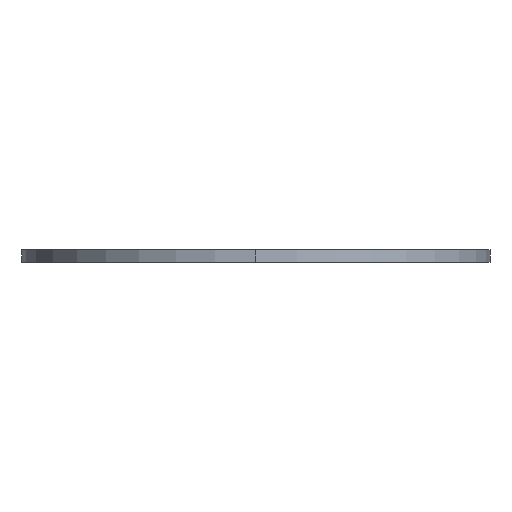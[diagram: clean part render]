
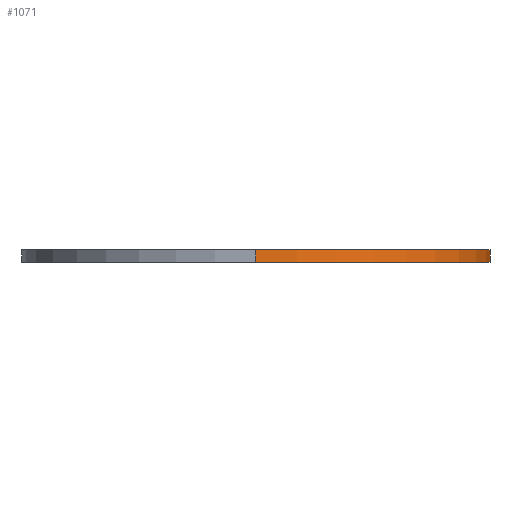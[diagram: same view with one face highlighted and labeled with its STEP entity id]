
A CAD part, left-side view. The second image highlights one B-rep face of the part: STEP entity #1071.
In plain terms, the highlighted cylindrical face has radius 57.75 mm (diameter 115.5 mm), a partial arc.
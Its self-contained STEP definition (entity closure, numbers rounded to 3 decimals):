
#29 = DIRECTION ( 'NONE',  ( 0., 0., -1. ) ) ;
#121 = VERTEX_POINT ( 'NONE', #366 ) ;
#166 = CIRCLE ( 'NONE', #1379, 57.75 ) ;
#189 = AXIS2_PLACEMENT_3D ( 'NONE', #1133, #1358, #1248 ) ;
#201 = DIRECTION ( 'NONE',  ( 1., 0., 0. ) ) ;
#229 = ORIENTED_EDGE ( 'NONE', *, *, #1016, .F. ) ;
#304 = ORIENTED_EDGE ( 'NONE', *, *, #1302, .T. ) ;
#366 = CARTESIAN_POINT ( 'NONE',  ( 0., -57.75, 0. ) ) ;
#383 = DIRECTION ( 'NONE',  ( 0., 0., -1. ) ) ;
#405 = VERTEX_POINT ( 'NONE', #1380 ) ;
#407 = DIRECTION ( 'NONE',  ( 0., 0., 1. ) ) ;
#428 = ORIENTED_EDGE ( 'NONE', *, *, #1047, .T. ) ;
#454 = CIRCLE ( 'NONE', #1076, 57.75 ) ;
#474 = ORIENTED_EDGE ( 'NONE', *, *, #1112, .F. ) ;
#513 = FACE_OUTER_BOUND ( 'NONE', #610, .T. ) ;
#600 = CARTESIAN_POINT ( 'NONE',  ( -57.75, 0., 3. ) ) ;
#610 = EDGE_LOOP ( 'NONE', ( #229, #428, #304, #474 ) ) ;
#636 = VECTOR ( 'NONE', #383, 1000. ) ;
#684 = DIRECTION ( 'NONE',  ( 0., 0., 1. ) ) ;
#696 = VERTEX_POINT ( 'NONE', #1079 ) ;
#705 = CARTESIAN_POINT ( 'NONE',  ( 0., -57.75, 3. ) ) ;
#792 = CYLINDRICAL_SURFACE ( 'NONE', #189, 57.75 ) ;
#924 = CARTESIAN_POINT ( 'NONE',  ( -57.75, 0., 3. ) ) ;
#939 = LINE ( 'NONE', #705, #636 ) ;
#1016 = EDGE_CURVE ( 'NONE', #1154, #696, #454, .T. ) ;
#1047 = EDGE_CURVE ( 'NONE', #1154, #405, #1067, .T. ) ;
#1067 = LINE ( 'NONE', #924, #1385 ) ;
#1070 = CARTESIAN_POINT ( 'NONE',  ( 0., 0., 0. ) ) ;
#1071 = ADVANCED_FACE ( 'NONE', ( #513 ), #792, .T. ) ;
#1076 = AXIS2_PLACEMENT_3D ( 'NONE', #1130, #684, #1365 ) ;
#1079 = CARTESIAN_POINT ( 'NONE',  ( 0., -57.75, 3. ) ) ;
#1112 = EDGE_CURVE ( 'NONE', #696, #121, #939, .T. ) ;
#1130 = CARTESIAN_POINT ( 'NONE',  ( 0., 0., 3. ) ) ;
#1133 = CARTESIAN_POINT ( 'NONE',  ( 0., 0., 3. ) ) ;
#1154 = VERTEX_POINT ( 'NONE', #600 ) ;
#1248 = DIRECTION ( 'NONE',  ( -1., 0., 0. ) ) ;
#1302 = EDGE_CURVE ( 'NONE', #405, #121, #166, .T. ) ;
#1358 = DIRECTION ( 'NONE',  ( 0., 0., -1. ) ) ;
#1365 = DIRECTION ( 'NONE',  ( 1., 0., 0. ) ) ;
#1379 = AXIS2_PLACEMENT_3D ( 'NONE', #1070, #407, #201 ) ;
#1380 = CARTESIAN_POINT ( 'NONE',  ( -57.75, 0., 0. ) ) ;
#1385 = VECTOR ( 'NONE', #29, 1000. ) ;
